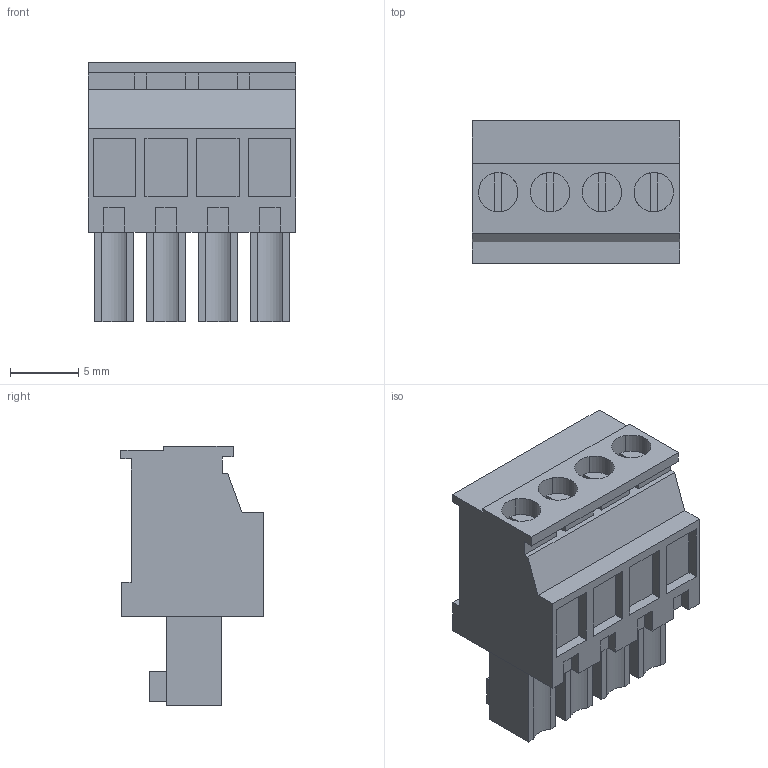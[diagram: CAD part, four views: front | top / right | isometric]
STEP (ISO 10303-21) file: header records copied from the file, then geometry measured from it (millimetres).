
FILE_DESCRIPTION(('CATIA V5 STEP Exchange','CAx-IF Rec.Pracs.--- Model Styling and Organization---1.2---2011-12-15'),'2;1');
FILE_NAME ('D1456459_0_1798950000_1798950000.stp','2017-04-13T06:35:43+00:00',('none'),('Weidmueller'),'CATIA Version 5-6 Release 2014','CATIA V5 STEP AP214','none');
FILE_SCHEMA(('AUTOMOTIVE_DESIGN { 1 0 10303 214 1 1 1 1 }'));
Length unit declared in the file: millimetre
Products named in the file (1): 1798950000
Bounding box: 15.24 x 10.45 x 19.1 mm (x, y, z)
Volume: 1883.5 mm3; surface area: 1646.6 mm2
Topology: 5 solids, 5 shells, 192 faces, 492 edges, 332 vertices
Faces by surface type: plane 160, cylinder 32
Entity records: 5576 total; most frequent: CARTESIAN_POINT 1037, ORIENTED_EDGE 984, DIRECTION 786, EDGE_CURVE 492, VECTOR 412, LINE 412, VERTEX_POINT 332, AXIS2_PLACEMENT_3D 223
